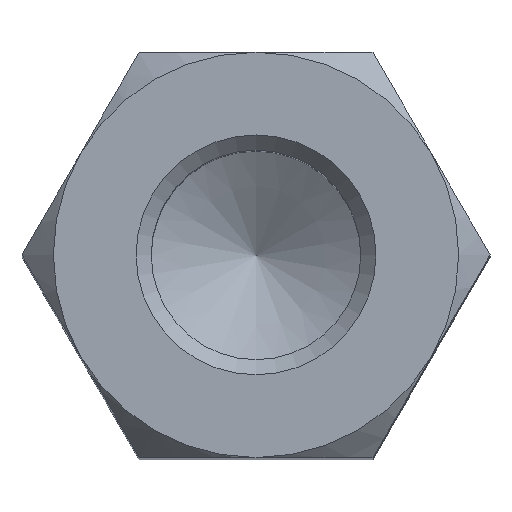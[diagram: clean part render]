
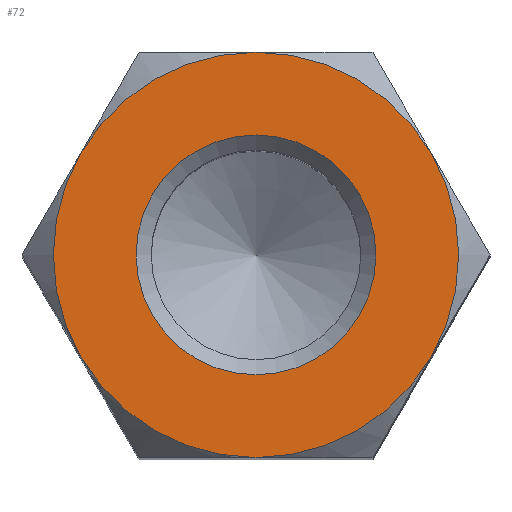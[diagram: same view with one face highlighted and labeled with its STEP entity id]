
A CAD part, top view. The second image highlights one B-rep face of the part: STEP entity #72.
In plain terms, the highlighted planar face has unit normal (0, 0, 1).
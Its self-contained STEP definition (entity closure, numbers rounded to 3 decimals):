
#72 = ADVANCED_FACE( '', ( #158, #159 ), #160, .F. );
#158 = FACE_BOUND( '', #259, .T. );
#159 = FACE_OUTER_BOUND( '', #260, .T. );
#160 = PLANE( '', #261 );
#259 = EDGE_LOOP( '', ( #394 ) );
#260 = EDGE_LOOP( '', ( #395, #396, #397, #398, #399, #400 ) );
#261 = AXIS2_PLACEMENT_3D( '', #401, #402, #403 );
#394 = ORIENTED_EDGE( '', *, *, #572, .T. );
#395 = ORIENTED_EDGE( '', *, *, #560, .T. );
#396 = ORIENTED_EDGE( '', *, *, #573, .T. );
#397 = ORIENTED_EDGE( '', *, *, #574, .T. );
#398 = ORIENTED_EDGE( '', *, *, #575, .T. );
#399 = ORIENTED_EDGE( '', *, *, #576, .T. );
#400 = ORIENTED_EDGE( '', *, *, #548, .T. );
#401 = CARTESIAN_POINT( '', ( 0., 0., 12.5 ) );
#402 = DIRECTION( '', ( 0., 0., -1. ) );
#403 = DIRECTION( '', ( -1., 0., 0. ) );
#548 = EDGE_CURVE( '', #637, #638, #639, .T. );
#560 = EDGE_CURVE( '', #638, #655, #656, .F. );
#572 = EDGE_CURVE( '', #672, #672, #673, .T. );
#573 = EDGE_CURVE( '', #655, #674, #675, .F. );
#574 = EDGE_CURVE( '', #674, #676, #677, .F. );
#575 = EDGE_CURVE( '', #676, #631, #678, .F. );
#576 = EDGE_CURVE( '', #631, #637, #679, .F. );
#631 = VERTEX_POINT( '', #761 );
#637 = VERTEX_POINT( '', #780 );
#638 = VERTEX_POINT( '', #781 );
#639 = CIRCLE( '', #782, 4. );
#655 = VERTEX_POINT( '', #831 );
#656 = CIRCLE( '', #832, 4. );
#672 = VERTEX_POINT( '', #865 );
#673 = CIRCLE( '', #866, 2.367 );
#674 = VERTEX_POINT( '', #867 );
#675 = CIRCLE( '', #868, 4. );
#676 = VERTEX_POINT( '', #869 );
#677 = CIRCLE( '', #870, 4. );
#678 = CIRCLE( '', #871, 4. );
#679 = CIRCLE( '', #872, 4. );
#761 = CARTESIAN_POINT( '', ( 3.464, 2., 12.5 ) );
#780 = CARTESIAN_POINT( '', ( 0., 4., 12.5 ) );
#781 = CARTESIAN_POINT( '', ( -3.464, 2., 12.5 ) );
#782 = AXIS2_PLACEMENT_3D( '', #1003, #1004, #1005 );
#831 = CARTESIAN_POINT( '', ( -3.464, -2., 12.5 ) );
#832 = AXIS2_PLACEMENT_3D( '', #1008, #1009, #1010 );
#865 = CARTESIAN_POINT( '', ( 0., 2.367, 12.5 ) );
#866 = AXIS2_PLACEMENT_3D( '', #1023, #1024, #1025 );
#867 = CARTESIAN_POINT( '', ( 0., -4., 12.5 ) );
#868 = AXIS2_PLACEMENT_3D( '', #1026, #1027, #1028 );
#869 = CARTESIAN_POINT( '', ( 3.464, -2., 12.5 ) );
#870 = AXIS2_PLACEMENT_3D( '', #1029, #1030, #1031 );
#871 = AXIS2_PLACEMENT_3D( '', #1032, #1033, #1034 );
#872 = AXIS2_PLACEMENT_3D( '', #1035, #1036, #1037 );
#1003 = CARTESIAN_POINT( '', ( 0., 0., 12.5 ) );
#1004 = DIRECTION( '', ( 0., 0., 1. ) );
#1005 = DIRECTION( '', ( 1., 0., 0. ) );
#1008 = CARTESIAN_POINT( '', ( 0., 0., 12.5 ) );
#1009 = DIRECTION( '', ( 0., 0., -1. ) );
#1010 = DIRECTION( '', ( -1., 0., 0. ) );
#1023 = CARTESIAN_POINT( '', ( 0., 0., 12.5 ) );
#1024 = DIRECTION( '', ( 0., 0., -1. ) );
#1025 = DIRECTION( '', ( 0., 1., 0. ) );
#1026 = CARTESIAN_POINT( '', ( 0., 0., 12.5 ) );
#1027 = DIRECTION( '', ( 0., 0., -1. ) );
#1028 = DIRECTION( '', ( -1., 0., 0. ) );
#1029 = CARTESIAN_POINT( '', ( 0., 0., 12.5 ) );
#1030 = DIRECTION( '', ( 0., 0., -1. ) );
#1031 = DIRECTION( '', ( -1., 0., 0. ) );
#1032 = CARTESIAN_POINT( '', ( 0., 0., 12.5 ) );
#1033 = DIRECTION( '', ( 0., 0., -1. ) );
#1034 = DIRECTION( '', ( -1., 0., 0. ) );
#1035 = CARTESIAN_POINT( '', ( 0., 0., 12.5 ) );
#1036 = DIRECTION( '', ( 0., 0., -1. ) );
#1037 = DIRECTION( '', ( -1., 0., 0. ) );
